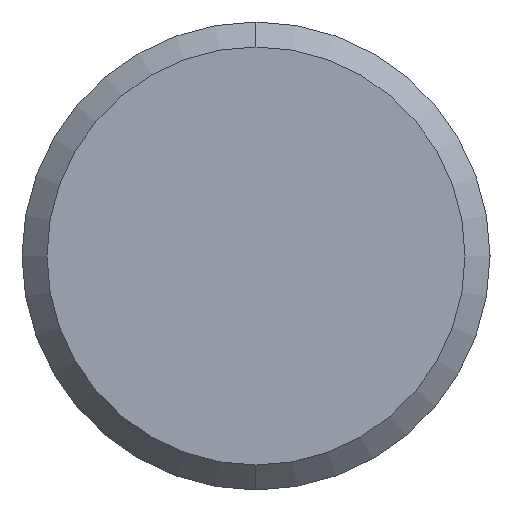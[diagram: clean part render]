
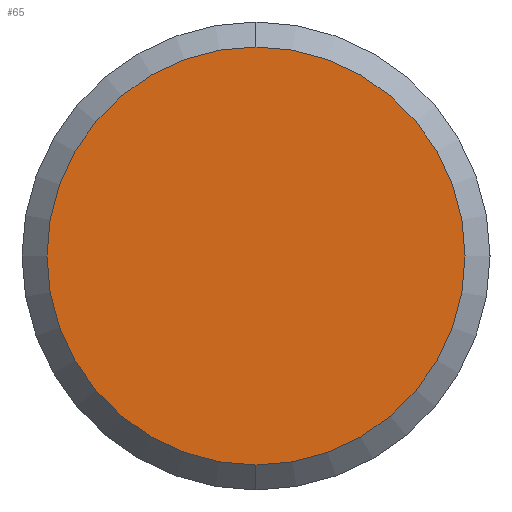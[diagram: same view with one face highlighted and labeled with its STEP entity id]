
A CAD part, left-side view. The second image highlights one B-rep face of the part: STEP entity #65.
In plain terms, the highlighted planar face has unit normal (-1, 0, 0).
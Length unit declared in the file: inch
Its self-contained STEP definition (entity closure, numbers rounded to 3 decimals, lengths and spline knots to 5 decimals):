
#51 = PLANE ( 'NONE',  #81 ) ;
#65 = ADVANCED_FACE ( 'NONE', ( #486 ), #51, .T. ) ;
#81 = AXIS2_PLACEMENT_3D ( 'NONE', #161, #1092, #476 ) ;
#159 = CARTESIAN_POINT ( 'NONE',  ( 0., 0., -0.1675 ) ) ;
#161 = CARTESIAN_POINT ( 'NONE',  ( 0., 0.09375, 0. ) ) ;
#199 = EDGE_CURVE ( 'NONE', #1224, #594, #862, .T. ) ;
#297 = ORIENTED_EDGE ( 'NONE', *, *, #199, .F. ) ;
#356 = AXIS2_PLACEMENT_3D ( 'NONE', #500, #1232, #598 ) ;
#364 = DIRECTION ( 'NONE',  ( 1., 0., 0. ) ) ;
#382 = CARTESIAN_POINT ( 'NONE',  ( 0., 0., 0.1675 ) ) ;
#434 = EDGE_LOOP ( 'NONE', ( #806, #297 ) ) ;
#476 = DIRECTION ( 'NONE',  ( 0., 0., 1. ) ) ;
#486 = FACE_OUTER_BOUND ( 'NONE', #434, .T. ) ;
#500 = CARTESIAN_POINT ( 'NONE',  ( 0., 0., 0. ) ) ;
#566 = EDGE_CURVE ( 'NONE', #594, #1224, #1250, .T. ) ;
#594 = VERTEX_POINT ( 'NONE', #159 ) ;
#598 = DIRECTION ( 'NONE',  ( 0., 0., -1. ) ) ;
#806 = ORIENTED_EDGE ( 'NONE', *, *, #566, .F. ) ;
#856 = AXIS2_PLACEMENT_3D ( 'NONE', #981, #364, #1087 ) ;
#862 = CIRCLE ( 'NONE', #356, 0.1675 ) ;
#981 = CARTESIAN_POINT ( 'NONE',  ( 0., 0., 0. ) ) ;
#1087 = DIRECTION ( 'NONE',  ( 0., 0., -1. ) ) ;
#1092 = DIRECTION ( 'NONE',  ( -1., 0., 0. ) ) ;
#1224 = VERTEX_POINT ( 'NONE', #382 ) ;
#1232 = DIRECTION ( 'NONE',  ( 1., 0., 0. ) ) ;
#1250 = CIRCLE ( 'NONE', #856, 0.1675 ) ;
